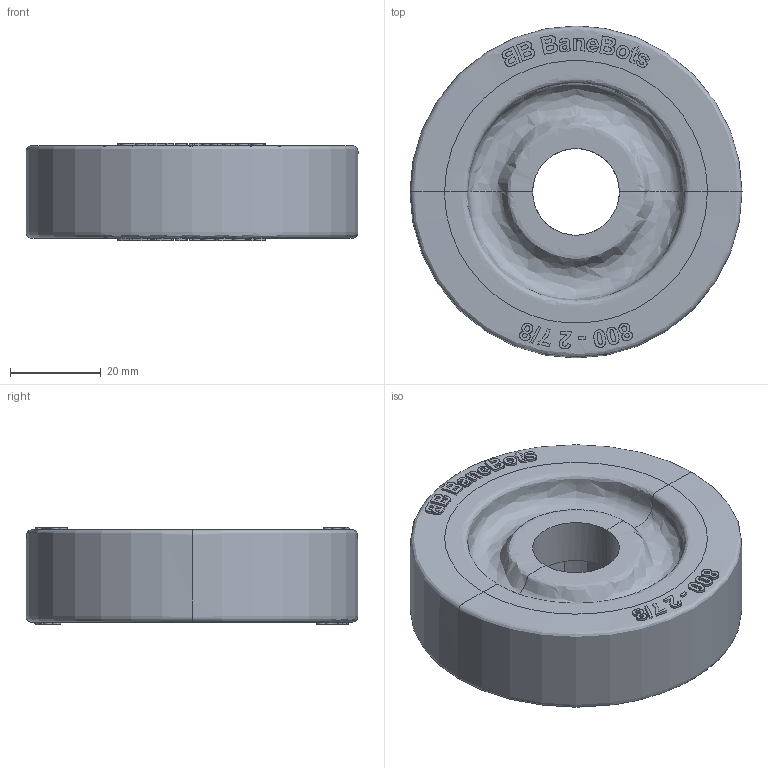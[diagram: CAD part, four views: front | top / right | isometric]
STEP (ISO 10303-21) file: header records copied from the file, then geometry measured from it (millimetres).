
FILE_DESCRIPTION(/* description */ (''),/* implementation_level */ '2;1');
FILE_NAME(/* name */ 'T81P-29',/* time_stamp */ '2017-01-06T15:15:10-07:00',/* author */ (''),/* organization */ (''),/* preprocessor_version */ 'ST-DEVELOPER v10',/* originating_system */ '',/* authorisation */ '');
FILE_SCHEMA (('CONFIG_CONTROL_DESIGN'));
Length unit declared in the file: inch
Products named in the file (1): 1
Bounding box: 73.03 x 73.03 x 21.34 mm (x, y, z)
Volume: 63770.3 mm3; surface area: 25566.1 mm2
Topology: 2 solids, 2 shells, 327 faces, 758 edges, 502 vertices
Faces by surface type: bspline 286, plane 41
Entity records: 19291 total; most frequent: CARTESIAN_POINT 14246, ORIENTED_EDGE 1516, EDGE_CURVE 758, B_SPLINE_CURVE_WITH_KNOTS 691, VERTEX_POINT 502, EDGE_LOOP 398, ADVANCED_FACE 327, FACE_OUTER_BOUND 327
